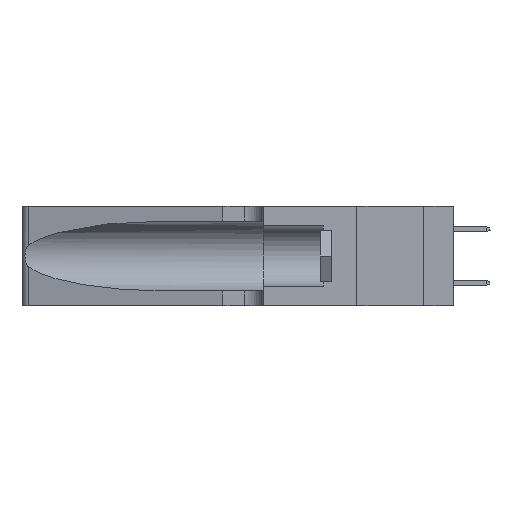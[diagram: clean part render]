
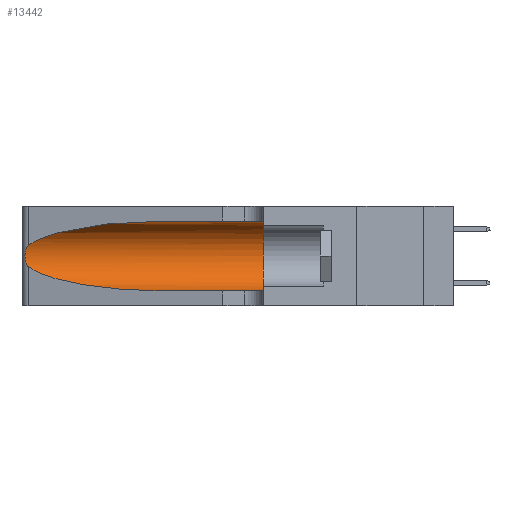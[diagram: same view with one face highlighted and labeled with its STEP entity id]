
A CAD part, left-side view. The second image highlights one B-rep face of the part: STEP entity #13442.
In plain terms, the highlighted cylindrical face has radius 3.308 mm (diameter 6.617 mm), a partial arc.
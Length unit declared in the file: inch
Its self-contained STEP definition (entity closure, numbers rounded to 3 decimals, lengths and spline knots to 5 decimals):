
#566 = EDGE_CURVE ( 'NONE', #1140, #21458, #5615, .T. ) ;
#631 = DIRECTION ( 'NONE',  ( 0., -1., 0. ) ) ;
#1125 = CARTESIAN_POINT ( 'NONE',  ( 0.25639, 1.23186, 0.15144 ) ) ;
#1140 = VERTEX_POINT ( 'NONE', #12291 ) ;
#1177 = AXIS2_PLACEMENT_3D ( 'NONE', #17150, #15634, #11816 ) ;
#1236 = CARTESIAN_POINT ( 'NONE',  ( 0.25856, 1.23593, 0.16098 ) ) ;
#1464 = VERTEX_POINT ( 'NONE', #9940 ) ;
#2763 = EDGE_LOOP ( 'NONE', ( #21009, #17408, #2887, #13193, #13584, #14419 ) ) ;
#2887 = ORIENTED_EDGE ( 'NONE', *, *, #11236, .T. ) ;
#3336 = DIRECTION ( 'NONE',  ( 0., -1., 0. ) ) ;
#3457 =( BOUNDED_CURVE ( )  B_SPLINE_CURVE ( 3, ( #4395, #20717, #15144, #9920 ),
 .UNSPECIFIED., .F., .F. ) 
 B_SPLINE_CURVE_WITH_KNOTS ( ( 4, 4 ),
 ( 3.44316, 4.71239 ),
 .UNSPECIFIED. ) 
 CURVE ( )  GEOMETRIC_REPRESENTATION_ITEM ( )  RATIONAL_B_SPLINE_CURVE ( ( 1., 0.87, 0.87, 1. ) ) 
 REPRESENTATION_ITEM ( '' )  );
#4323 = EDGE_CURVE ( 'NONE', #1464, #1140, #19992, .T. ) ;
#4385 = CARTESIAN_POINT ( 'NONE',  ( 0.26075, 1.23896, 0.19203 ) ) ;
#4395 = CARTESIAN_POINT ( 'NONE',  ( 0.25487, 1.22718, 0.14631 ) ) ;
#4510 = CARTESIAN_POINT ( 'NONE',  ( 0.25487, 1.22718, 0.14631 ) ) ;
#5615 = B_SPLINE_CURVE_WITH_KNOTS ( 'NONE', 3,
 ( #22435, #18954, #18848, #6505, #11871, #8035, #4385, #11525, #15249, #1236, #8383, #1125, #22326, #4510 ),
 .UNSPECIFIED., .F., .F.,
 ( 4, 2, 2, 2, 2, 2, 4 ),
 ( 0., 0.00027, 0.00053, 0.00107, 0.0016, 0.00187, 0.00214 ),
 .UNSPECIFIED. ) ;
#6505 = CARTESIAN_POINT ( 'NONE',  ( 0.25787, 1.23484, 0.2124 ) ) ;
#7082 = CARTESIAN_POINT ( 'NONE',  ( 0.1305, 1.61858, 0.31525 ) ) ;
#7145 = EDGE_CURVE ( 'NONE', #1464, #22210, #15715, .T. ) ;
#7744 = CARTESIAN_POINT ( 'NONE',  ( 0.1305, 0.35, 0.31525 ) ) ;
#8035 = CARTESIAN_POINT ( 'NONE',  ( 0.26018, 1.23835, 0.19895 ) ) ;
#8383 = CARTESIAN_POINT ( 'NONE',  ( 0.25789, 1.23486, 0.15765 ) ) ;
#8449 = CARTESIAN_POINT ( 'NONE',  ( 0.1305, 0.72297, 0.31525 ) ) ;
#8710 = EDGE_CURVE ( 'NONE', #15916, #18788, #21453, .T. ) ;
#9392 = AXIS2_PLACEMENT_3D ( 'NONE', #22176, #631, #11139 ) ;
#9920 = CARTESIAN_POINT ( 'NONE',  ( 0.1305, 0.72297, 0.05475 ) ) ;
#9940 = CARTESIAN_POINT ( 'NONE',  ( 0.1305, 0.72297, 0.31525 ) ) ;
#10051 = CARTESIAN_POINT ( 'NONE',  ( 0.1305, 0.35, 0.05475 ) ) ;
#10362 = DIRECTION ( 'NONE',  ( 0., -1., 0. ) ) ;
#10421 = CARTESIAN_POINT ( 'NONE',  ( 0.2373, 1.15595, 0.28018 ) ) ;
#11139 = DIRECTION ( 'NONE',  ( 0., 0., -1. ) ) ;
#11236 = EDGE_CURVE ( 'NONE', #21458, #15916, #3457, .T. ) ;
#11260 = CIRCLE ( 'NONE', #1177, 0.13025 ) ;
#11367 = VECTOR ( 'NONE', #3336, 39.37008 ) ;
#11525 = CARTESIAN_POINT ( 'NONE',  ( 0.26075, 1.23896, 0.178 ) ) ;
#11542 = VECTOR ( 'NONE', #10362, 39.37008 ) ;
#11613 = CYLINDRICAL_SURFACE ( 'NONE', #9392, 0.13025 ) ;
#11816 = DIRECTION ( 'NONE',  ( 0., 0., 1. ) ) ;
#11871 = CARTESIAN_POINT ( 'NONE',  ( 0.25854, 1.2359, 0.20912 ) ) ;
#11873 = CARTESIAN_POINT ( 'NONE',  ( 0.1305, 1.61858, 0.05475 ) ) ;
#12059 = CARTESIAN_POINT ( 'NONE',  ( 0.18966, 0.96281, 0.31525 ) ) ;
#12291 = CARTESIAN_POINT ( 'NONE',  ( 0.25487, 1.22718, 0.22369 ) ) ;
#13193 = ORIENTED_EDGE ( 'NONE', *, *, #8710, .T. ) ;
#13442 = ADVANCED_FACE ( 'NONE', ( #14754 ), #11613, .F. ) ;
#13584 = ORIENTED_EDGE ( 'NONE', *, *, #13978, .F. ) ;
#13978 = EDGE_CURVE ( 'NONE', #22210, #18788, #11260, .T. ) ;
#14419 = ORIENTED_EDGE ( 'NONE', *, *, #7145, .F. ) ;
#14754 = FACE_OUTER_BOUND ( 'NONE', #2763, .T. ) ;
#15144 = CARTESIAN_POINT ( 'NONE',  ( 0.18966, 0.96281, 0.05475 ) ) ;
#15249 = CARTESIAN_POINT ( 'NONE',  ( 0.26017, 1.23833, 0.17102 ) ) ;
#15634 = DIRECTION ( 'NONE',  ( 0., 1., 0. ) ) ;
#15715 = LINE ( 'NONE', #7082, #11542 ) ;
#15916 = VERTEX_POINT ( 'NONE', #22912 ) ;
#17150 = CARTESIAN_POINT ( 'NONE',  ( 0.1305, 0.35, 0.185 ) ) ;
#17408 = ORIENTED_EDGE ( 'NONE', *, *, #566, .T. ) ;
#17502 = CARTESIAN_POINT ( 'NONE',  ( 0.25487, 1.22718, 0.22369 ) ) ;
#18788 = VERTEX_POINT ( 'NONE', #10051 ) ;
#18848 = CARTESIAN_POINT ( 'NONE',  ( 0.25639, 1.23184, 0.21858 ) ) ;
#18954 = CARTESIAN_POINT ( 'NONE',  ( 0.25555, 1.22994, 0.2215 ) ) ;
#19992 =( BOUNDED_CURVE ( )  B_SPLINE_CURVE ( 3, ( #8449, #12059, #10421, #17502 ),
 .UNSPECIFIED., .F., .F. ) 
 B_SPLINE_CURVE_WITH_KNOTS ( ( 4, 4 ),
 ( 1.5708, 2.84003 ),
 .UNSPECIFIED. ) 
 CURVE ( )  GEOMETRIC_REPRESENTATION_ITEM ( )  RATIONAL_B_SPLINE_CURVE ( ( 1., 0.87, 0.87, 1. ) ) 
 REPRESENTATION_ITEM ( '' )  );
#20717 = CARTESIAN_POINT ( 'NONE',  ( 0.2373, 1.15595, 0.08982 ) ) ;
#21009 = ORIENTED_EDGE ( 'NONE', *, *, #4323, .T. ) ;
#21314 = CARTESIAN_POINT ( 'NONE',  ( 0.25487, 1.22718, 0.14631 ) ) ;
#21453 = LINE ( 'NONE', #11873, #11367 ) ;
#21458 = VERTEX_POINT ( 'NONE', #21314 ) ;
#22176 = CARTESIAN_POINT ( 'NONE',  ( 0.1305, 1.61858, 0.185 ) ) ;
#22210 = VERTEX_POINT ( 'NONE', #7744 ) ;
#22326 = CARTESIAN_POINT ( 'NONE',  ( 0.25555, 1.22993, 0.14849 ) ) ;
#22435 = CARTESIAN_POINT ( 'NONE',  ( 0.25487, 1.22718, 0.22369 ) ) ;
#22912 = CARTESIAN_POINT ( 'NONE',  ( 0.1305, 0.72297, 0.05475 ) ) ;
